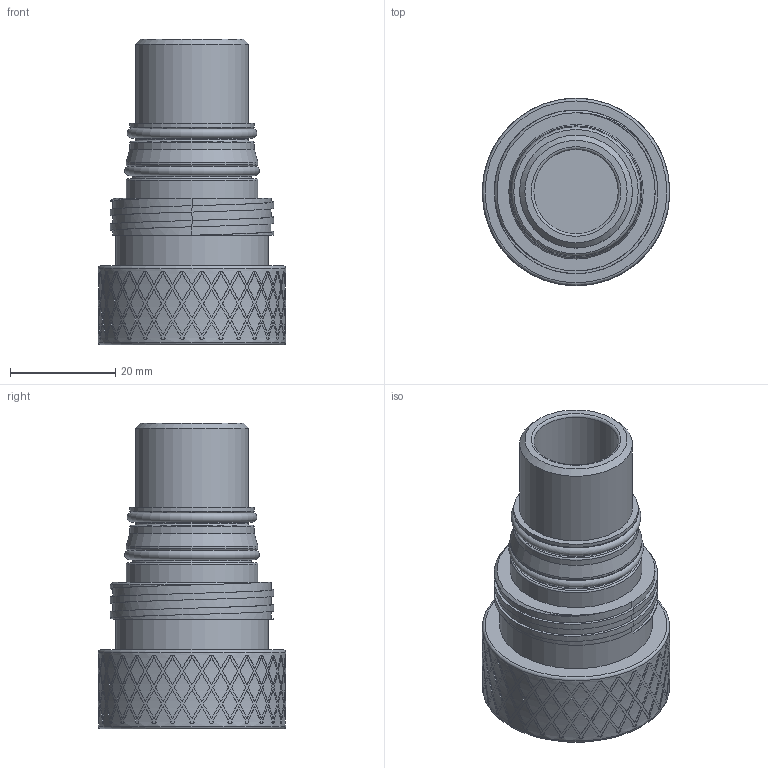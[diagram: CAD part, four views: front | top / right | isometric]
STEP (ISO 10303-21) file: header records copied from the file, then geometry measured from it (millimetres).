
FILE_DESCRIPTION(/* description */ (''),/* implementation_level */ '2;1');
FILE_NAME(/* name */ 'TrustLink MS OL Hybrid M Pressure Cap.stp',/* time_stamp */ '2024-01-04T14:15:02+01:00',/* author */ ('sh'),/* organization */ (''),/* preprocessor_version */ 'ST-DEVELOPER v19.2',/* originating_system */ 'Autodesk Inventor 2023',/* authorisation */ '');
FILE_SCHEMA (('AUTOMOTIVE_DESIGN { 1 0 10303 214 3 1 1 }'));
Length unit declared in the file: millimetre
Products named in the file (1): Part1
Bounding box: 35.5 x 35.5 x 58 mm (x, y, z)
Volume: 31991.7 mm3; surface area: 9048 mm2
Topology: 1 solids, 1 shells, 803 faces, 2091 edges, 1387 vertices
Faces by surface type: plane 673, cylinder 110, torus 15, cone 3, bspline 2
Full cylindrical faces by diameter (mm): 16 x1, 21.2 x2, 21.4 x1, 22.5 x1, 23.6 x2, 25 x2, 29 x1, 30 x2, 31 x2, 35.4 x1, 35.5 x2
Entity records: 26894 total; most frequent: DIRECTION 5072, CARTESIAN_POINT 4916, ORIENTED_EDGE 4182, AXIS2_PLACEMENT_3D 2195, EDGE_CURVE 2091, VERTEX_POINT 1387, ELLIPSE 1320, EDGE_LOOP 902
